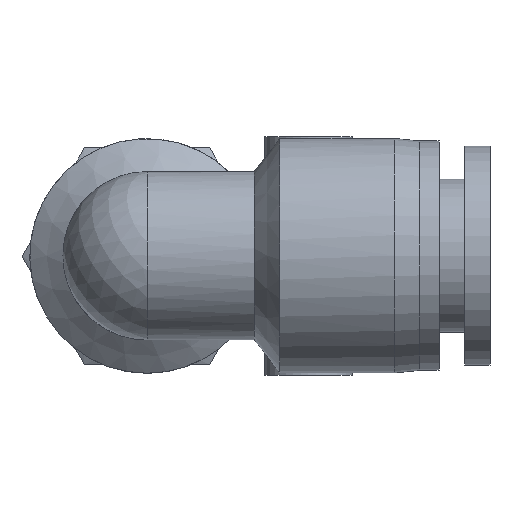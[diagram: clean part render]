
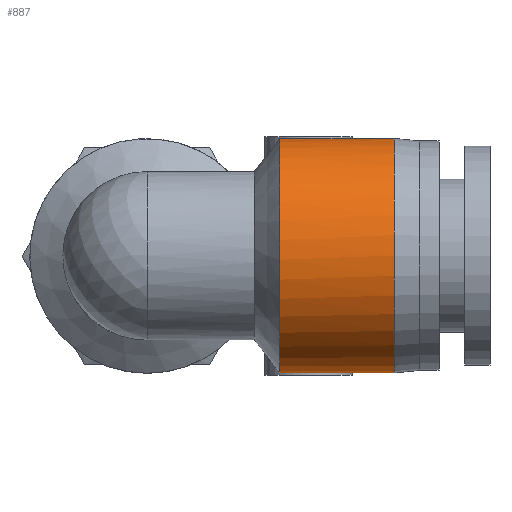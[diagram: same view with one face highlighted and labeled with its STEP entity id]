
A CAD part, top view. The second image highlights one B-rep face of the part: STEP entity #887.
In plain terms, the highlighted cylindrical face has radius 9.2 mm (diameter 18.4 mm), a full revolution.
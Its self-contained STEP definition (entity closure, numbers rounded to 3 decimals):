
#83=LINE('',#1406,#131);
#87=LINE('',#1420,#135);
#92=LINE('',#1446,#140);
#131=VECTOR('',#1122,1.);
#135=VECTOR('',#1136,1.);
#140=VECTOR('',#1155,9.2);
#167=CYLINDRICAL_SURFACE('',#970,9.2);
#201=FACE_OUTER_BOUND('',#259,.T.);
#259=EDGE_LOOP('',(#657,#658,#659,#660,#661,#662,#663,#664,#665));
#327=CIRCLE('',#962,9.2);
#332=CIRCLE('',#971,9.2);
#333=CIRCLE('',#972,9.2);
#334=CIRCLE('',#973,9.2);
#335=CIRCLE('',#974,9.2);
#395=VERTEX_POINT('',#1401);
#396=VERTEX_POINT('',#1405);
#399=VERTEX_POINT('',#1413);
#401=VERTEX_POINT('',#1419);
#408=VERTEX_POINT('',#1443);
#409=VERTEX_POINT('',#1445);
#410=VERTEX_POINT('',#1447);
#490=EDGE_CURVE('',#396,#395,#83,.T.);
#494=EDGE_CURVE('',#399,#396,#327,.T.);
#497=EDGE_CURVE('',#401,#399,#87,.T.);
#507=EDGE_CURVE('',#408,#395,#332,.T.);
#508=EDGE_CURVE('',#408,#409,#92,.T.);
#509=EDGE_CURVE('',#410,#409,#333,.T.);
#510=EDGE_CURVE('',#409,#410,#334,.T.);
#511=EDGE_CURVE('',#401,#408,#335,.T.);
#657=ORIENTED_EDGE('',*,*,#497,.T.);
#658=ORIENTED_EDGE('',*,*,#494,.T.);
#659=ORIENTED_EDGE('',*,*,#490,.T.);
#660=ORIENTED_EDGE('',*,*,#507,.F.);
#661=ORIENTED_EDGE('',*,*,#508,.T.);
#662=ORIENTED_EDGE('',*,*,#509,.F.);
#663=ORIENTED_EDGE('',*,*,#510,.F.);
#664=ORIENTED_EDGE('',*,*,#508,.F.);
#665=ORIENTED_EDGE('',*,*,#511,.F.);
#887=ADVANCED_FACE('',(#201),#167,.T.);
#962=AXIS2_PLACEMENT_3D('',#1414,#1129,#1130);
#970=AXIS2_PLACEMENT_3D('',#1442,#1151,#1152);
#971=AXIS2_PLACEMENT_3D('',#1444,#1153,#1154);
#972=AXIS2_PLACEMENT_3D('',#1448,#1156,#1157);
#973=AXIS2_PLACEMENT_3D('',#1449,#1158,#1159);
#974=AXIS2_PLACEMENT_3D('',#1450,#1160,#1161);
#1122=DIRECTION('',(-1.,0.,0.));
#1129=DIRECTION('center_axis',(1.,0.,0.));
#1130=DIRECTION('ref_axis',(0.,1.,0.));
#1136=DIRECTION('',(1.,0.,0.));
#1151=DIRECTION('center_axis',(-1.,0.,0.));
#1152=DIRECTION('ref_axis',(0.,1.,0.));
#1153=DIRECTION('center_axis',(-1.,0.,0.));
#1154=DIRECTION('ref_axis',(0.,-1.,0.));
#1155=DIRECTION('',(1.,0.,0.));
#1156=DIRECTION('center_axis',(1.,0.,0.));
#1157=DIRECTION('ref_axis',(0.,0.,-1.));
#1158=DIRECTION('center_axis',(1.,0.,0.));
#1159=DIRECTION('ref_axis',(0.,0.,-1.));
#1160=DIRECTION('center_axis',(-1.,0.,0.));
#1161=DIRECTION('ref_axis',(0.,-1.,0.));
#1401=CARTESIAN_POINT('',(10.4,1.,24.255));
#1405=CARTESIAN_POINT('',(12.645,1.,24.255));
#1406=CARTESIAN_POINT('',(19.4,1.,24.255));
#1413=CARTESIAN_POINT('',(12.645,-1.,24.255));
#1414=CARTESIAN_POINT('Origin',(12.645,0.,33.4));
#1419=CARTESIAN_POINT('',(10.4,-1.,24.255));
#1420=CARTESIAN_POINT('',(19.4,-1.,24.255));
#1442=CARTESIAN_POINT('Origin',(19.4,0.,33.4));
#1443=CARTESIAN_POINT('',(10.4,-9.2,33.4));
#1444=CARTESIAN_POINT('Origin',(10.4,0.,33.4));
#1445=CARTESIAN_POINT('',(19.4,-9.2,33.4));
#1446=CARTESIAN_POINT('',(19.4,-9.2,33.4));
#1447=CARTESIAN_POINT('',(19.4,0.,42.6));
#1448=CARTESIAN_POINT('Origin',(19.4,0.,33.4));
#1449=CARTESIAN_POINT('Origin',(19.4,0.,33.4));
#1450=CARTESIAN_POINT('Origin',(10.4,0.,33.4));
